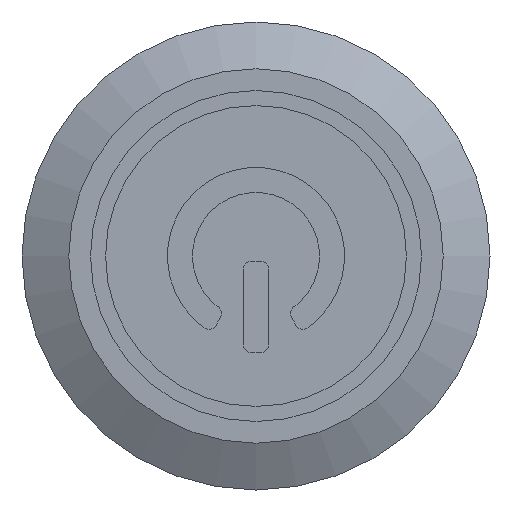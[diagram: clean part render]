
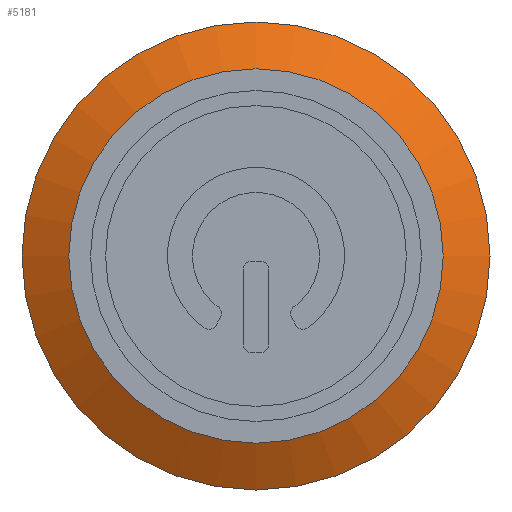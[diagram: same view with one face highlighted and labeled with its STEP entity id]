
A CAD part, left-side view. The second image highlights one B-rep face of the part: STEP entity #5181.
In plain terms, the highlighted conical face has half-angle 61.821 degrees and reference radius 12.6 mm.
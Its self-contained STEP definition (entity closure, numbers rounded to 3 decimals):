
#20=CONICAL_SURFACE('',#5638,12.6,1.079);
#674=LINE('',#8562,#1246);
#1246=VECTOR('',#7061,12.6);
#1536=FACE_OUTER_BOUND('',#1840,.T.);
#1840=EDGE_LOOP('',(#4641,#4642,#4643,#4644,#4645));
#2015=CIRCLE('',#5639,14.);
#2016=CIRCLE('',#5640,14.);
#2017=CIRCLE('',#5641,11.2);
#2471=VERTEX_POINT('',#8557);
#2472=VERTEX_POINT('',#8558);
#2473=VERTEX_POINT('',#8561);
#3199=EDGE_CURVE('',#2471,#2472,#2015,.T.);
#3200=EDGE_CURVE('',#2472,#2471,#2016,.T.);
#3201=EDGE_CURVE('',#2472,#2473,#674,.T.);
#3202=EDGE_CURVE('',#2473,#2473,#2017,.T.);
#4641=ORIENTED_EDGE('',*,*,#3199,.F.);
#4642=ORIENTED_EDGE('',*,*,#3200,.F.);
#4643=ORIENTED_EDGE('',*,*,#3201,.T.);
#4644=ORIENTED_EDGE('',*,*,#3202,.F.);
#4645=ORIENTED_EDGE('',*,*,#3201,.F.);
#5181=ADVANCED_FACE('',(#1536),#20,.T.);
#5638=AXIS2_PLACEMENT_3D('',#8556,#7055,#7056);
#5639=AXIS2_PLACEMENT_3D('',#8559,#7057,#7058);
#5640=AXIS2_PLACEMENT_3D('',#8560,#7059,#7060);
#5641=AXIS2_PLACEMENT_3D('',#8563,#7062,#7063);
#7055=DIRECTION('center_axis',(1.,0.,0.));
#7056=DIRECTION('ref_axis',(0.,1.,0.));
#7057=DIRECTION('center_axis',(1.,0.,0.));
#7058=DIRECTION('ref_axis',(0.,0.,1.));
#7059=DIRECTION('center_axis',(1.,0.,0.));
#7060=DIRECTION('ref_axis',(0.,0.,1.));
#7061=DIRECTION('',(-0.472,0.881,0.));
#7062=DIRECTION('center_axis',(-1.,0.,0.));
#7063=DIRECTION('ref_axis',(0.,1.,0.));
#8556=CARTESIAN_POINT('Origin',(-1.25,0.,0.));
#8557=CARTESIAN_POINT('',(-0.5,0.,-14.));
#8558=CARTESIAN_POINT('',(-0.5,-14.,0.));
#8559=CARTESIAN_POINT('Origin',(-0.5,0.,0.));
#8560=CARTESIAN_POINT('Origin',(-0.5,0.,0.));
#8561=CARTESIAN_POINT('',(-2.,-11.2,0.));
#8562=CARTESIAN_POINT('',(-1.25,-12.6,0.));
#8563=CARTESIAN_POINT('Origin',(-2.,0.,0.));
